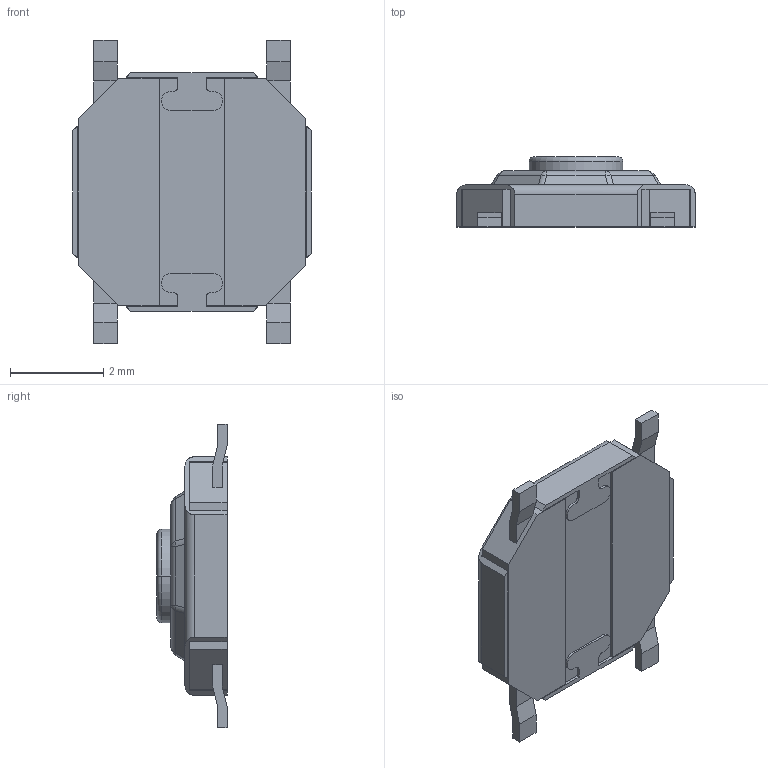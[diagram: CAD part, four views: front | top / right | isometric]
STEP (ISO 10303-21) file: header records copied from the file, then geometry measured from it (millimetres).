
FILE_DESCRIPTION (( 'STEP AP214' ), '1' );
FILE_NAME ('TS-1187A-B-A-B.STEP', '2025-06-23T13:20:20', ( '' ), ( '' ), 'SwSTEP 2.0', 'SolidWorks 2025', '' );
FILE_SCHEMA (( 'AUTOMOTIVE_DESIGN' ));
Length unit declared in the file: millimetre
Products named in the file (1): TS-1187A-B-A-B
Bounding box: 5.1 x 1.5 x 6.5 mm (x, y, z)
Volume: 24.8 mm3; surface area: 93.7 mm2
Topology: 1 solids, 1 shells, 147 faces, 388 edges, 246 vertices
Faces by surface type: plane 101, cylinder 36, sphere 8, torus 2
Entity records: 5729 total; most frequent: CARTESIAN_POINT 910, ORIENTED_EDGE 776, DIRECTION 728, EDGE_CURVE 388, LINE 312, VECTOR 312, VERTEX_POINT 246, AXIS2_PLACEMENT_3D 208
